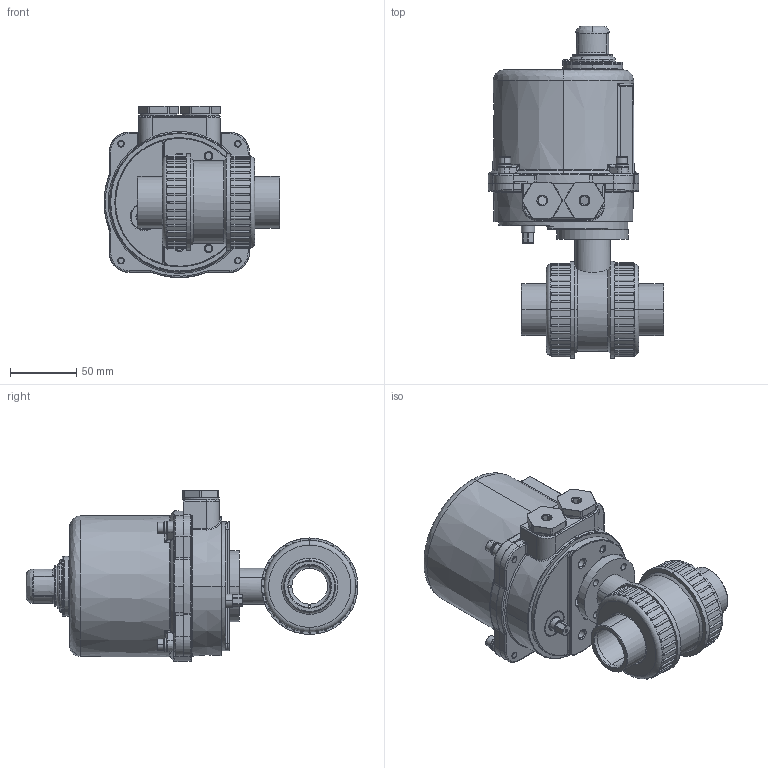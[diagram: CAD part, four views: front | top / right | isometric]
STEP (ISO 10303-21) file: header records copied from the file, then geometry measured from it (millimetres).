
FILE_DESCRIPTION (( 'STEP AP214' ), '1' );
FILE_NAME ('200144032-KKE-032-VDL-OM1.STEP', '2021-10-01T10:30:05', ( '' ), ( '' ), 'SwSTEP 2.0', 'SolidWorks 2018', '' );
FILE_SCHEMA (( 'AUTOMOTIVE_DESIGN' ));
Length unit declared in the file: millimetre
Products named in the file (1): 200144032-KKE-032-VDL-OM1
Bounding box: 133.1 x 251.1 x 129.44 mm (x, y, z)
Surface area: 125318.3 mm2 (no closed solid volume)
Topology: 0 solids, 76 shells, 1267 faces, 5710 edges, 4358 vertices
Faces by surface type: plane 407, cylinder 354, bspline 254, cone 114, sphere 73, torus 65
Entity records: 82842 total; most frequent: CARTESIAN_POINT 29006, ORIENTED_EDGE 8192, DIRECTION 6438, EDGE_CURVE 5535, VERTEX_POINT 4282, VECTOR 2408, LINE 2408, B_SPLINE_CURVE_WITH_KNOTS 2054
